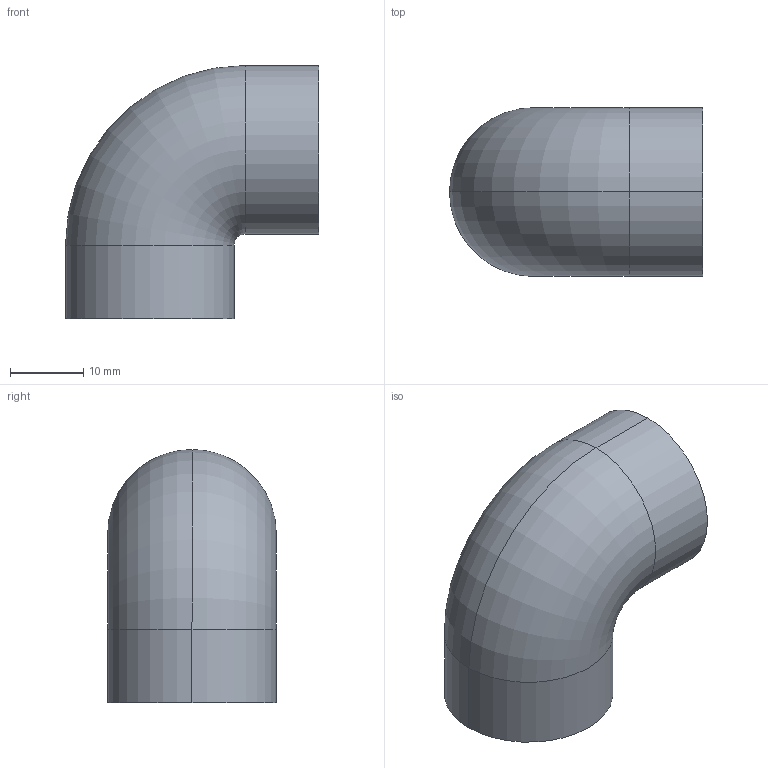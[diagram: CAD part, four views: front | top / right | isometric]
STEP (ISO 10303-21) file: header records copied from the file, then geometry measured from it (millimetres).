
FILE_DESCRIPTION(('STEP AP214'),'1');
FILE_NAME('cctmp_B01573FE-BDE4-4D0E-8FA7-F9F13F4A519C_2022_03_09_11_34_23_0811..stp','2022-03-09T10:34:23',('Praher Valves GmbH'),('CADClick - www.CADClick.com'),'Spatial InterOp 3D',' ','unknown authorization');
FILE_SCHEMA(('AUTOMOTIVE_DESIGN'));
Length unit declared in the file: millimetre
Products named in the file (1): 71132
Bounding box: 34.5 x 23 x 34.5 mm (x, y, z)
Volume: 9667.4 mm3; surface area: 5329.7 mm2
Topology: 1 solids, 1 shells, 16 faces, 34 edges, 21 vertices
Faces by surface type: cylinder 8, torus 4, plane 4
Entity records: 966 total; most frequent: CARTESIAN_POINT 456, DIRECTION 82, ORIENTED_EDGE 68, AXIS2_PLACEMENT_3D 37, EDGE_CURVE 34, VERTEX_POINT 21, CIRCLE 20, EDGE_LOOP 19
